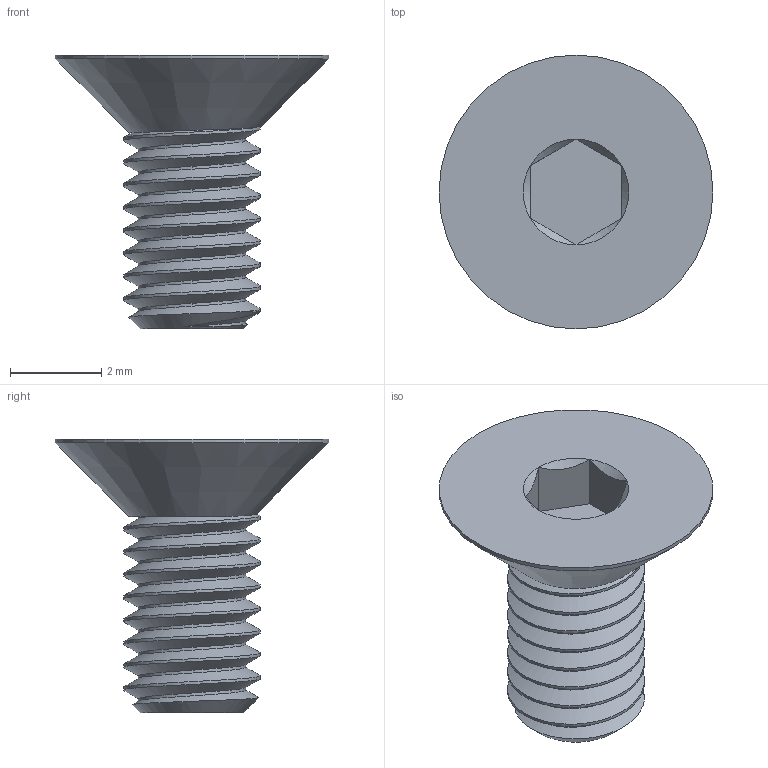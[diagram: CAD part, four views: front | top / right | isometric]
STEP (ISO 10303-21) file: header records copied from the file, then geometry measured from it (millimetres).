
FILE_DESCRIPTION(/* description */ ('STEP AP203'),/* implementation_level */ '2;1');
FILE_NAME(/* name */ 'screws_6mm_m3x0.5_ext.stp',/* time_stamp */ '2022-12-09T16:39:56+01:00',/* author */ ('Rik Ubaghs'),/* organization */ ('Managed by Terraform'),/* preprocessor_version */ 'ST-DEVELOPER v18.1',/* originating_system */ 'Autodesk Inventor 2021',/* authorisation */ '');
FILE_SCHEMA (('AUTOMOTIVE_DESIGN { 1 0 10303 214 3 1 1 }'));
Length unit declared in the file: millimetre
Products named in the file (1): screws_6mm_m3x0.5_ext
Bounding box: 6 x 6 x 6 mm (x, y, z)
Volume: 47.8 mm3; surface area: 136.3 mm2
Topology: 1 solids, 1 shells, 40 faces, 101 edges, 64 vertices
Faces by surface type: cylinder 20, plane 10, cone 8, bspline 2
Full cylindrical faces by diameter (mm): 2.35 x8, 3 x7, 6 x1
Entity records: 3518 total; most frequent: CARTESIAN_POINT 2632, ORIENTED_EDGE 202, DIRECTION 148, EDGE_CURVE 101, VERTEX_POINT 64, AXIS2_PLACEMENT_3D 58, EDGE_LOOP 41, FACE_OUTER_BOUND 40
